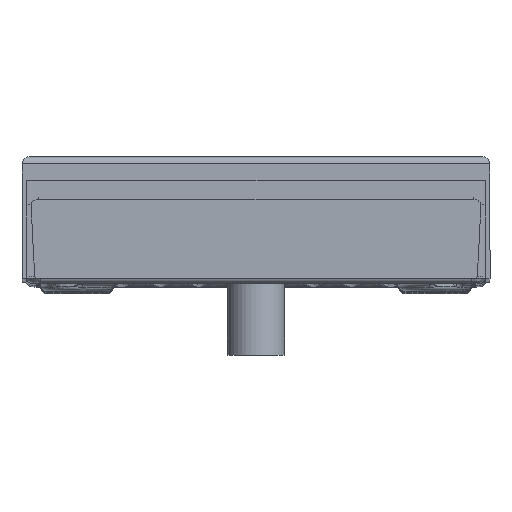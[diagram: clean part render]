
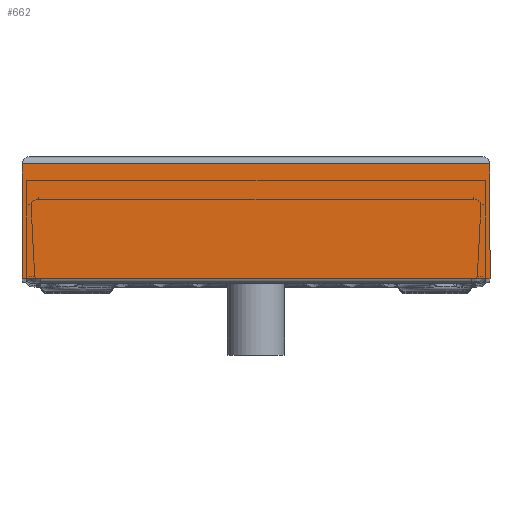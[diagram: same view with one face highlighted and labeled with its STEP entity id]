
A CAD part, top view. The second image highlights one B-rep face of the part: STEP entity #662.
In plain terms, the highlighted planar face has unit normal (0, 0, 1).
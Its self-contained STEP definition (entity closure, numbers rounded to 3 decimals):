
#131=CARTESIAN_POINT('',(49.,25.,441.5));
#132=VERTEX_POINT('',#131);
#171=CARTESIAN_POINT('',(-49.,25.,441.5));
#172=VERTEX_POINT('',#171);
#180=CARTESIAN_POINT('',(-49.,25.,441.5));
#181=DIRECTION('',(1.0,0.0,0.0));
#182=VECTOR('',#181,98.0);
#183=LINE('',#180,#182);
#184=EDGE_CURVE('',#172,#132,#183,.T.);
#281=CARTESIAN_POINT('',(49.0,1.,441.5));
#282=VERTEX_POINT('',#281);
#283=CARTESIAN_POINT('',(49.0,1.,441.5));
#284=DIRECTION('',(0.0,1.0,0.0));
#285=VECTOR('',#284,24.);
#286=LINE('',#283,#285);
#287=EDGE_CURVE('',#282,#132,#286,.T.);
#639=CARTESIAN_POINT('',(49.0,1.,441.5));
#640=DIRECTION('',(0.0,0.0,1.0));
#641=DIRECTION('',(1.0,0.0,0.0));
#642=AXIS2_PLACEMENT_3D('',#639,#640,#641);
#643=PLANE('',#642);
#644=ORIENTED_EDGE('',*,*,#184,.F.);
#645=CARTESIAN_POINT('',(-49.0,1.,441.5));
#646=VERTEX_POINT('',#645);
#647=CARTESIAN_POINT('',(-49.0,1.,441.5));
#648=DIRECTION('',(0.0,1.0,0.0));
#649=VECTOR('',#648,24.);
#650=LINE('',#647,#649);
#651=EDGE_CURVE('',#646,#172,#650,.T.);
#652=ORIENTED_EDGE('',*,*,#651,.F.);
#653=CARTESIAN_POINT('',(-49.0,1.,441.5));
#654=DIRECTION('',(1.0,0.0,0.0));
#655=VECTOR('',#654,98.0);
#656=LINE('',#653,#655);
#657=EDGE_CURVE('',#646,#282,#656,.T.);
#658=ORIENTED_EDGE('',*,*,#657,.T.);
#659=ORIENTED_EDGE('',*,*,#287,.T.);
#660=EDGE_LOOP('',(#644,#652,#658,#659));
#661=FACE_OUTER_BOUND('',#660,.T.);
#662=ADVANCED_FACE('',(#661),#643,.T.);
